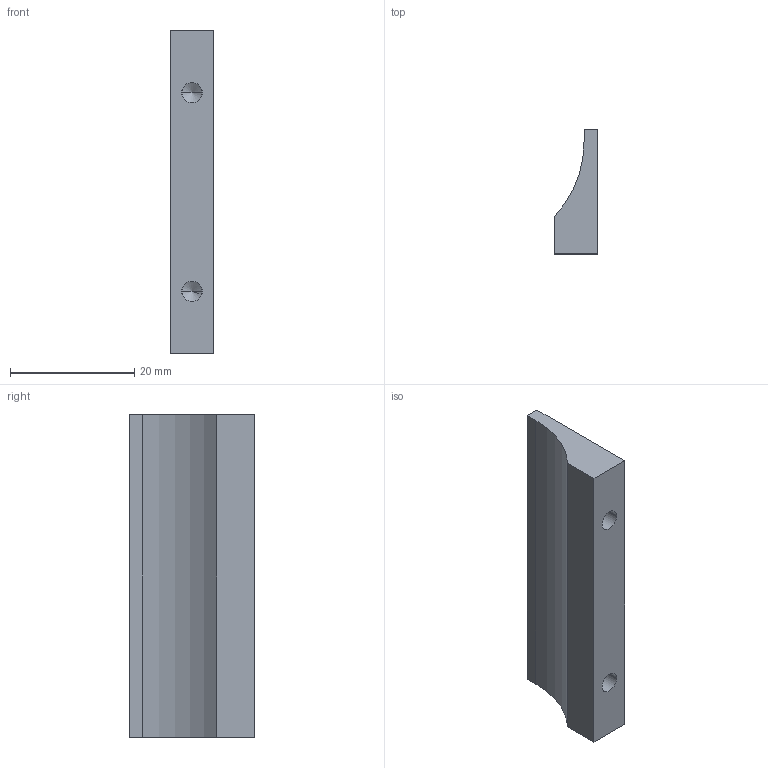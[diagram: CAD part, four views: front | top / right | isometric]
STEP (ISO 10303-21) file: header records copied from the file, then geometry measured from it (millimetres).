
FILE_DESCRIPTION(('Creo Elements/Direct Modeling STEP Export'),'2;1');
FILE_NAME('1540-52.stp','2019-03-19T 8:18:39',(''),(''),'Creo Elements/Direct Modeling STEP processor for AP214 (Solid Model)','Creo Elements/Direct Modeling 20.0 12-Nov-2016 (C) Parametric Technology GmbH','');
FILE_SCHEMA(('AUTOMOTIVE_DESIGN { 1 0 10303 214 1 1 1 1 }'));
Length unit declared in the file: millimetre
Products named in the file (1): 1540-52
Bounding box: 7 x 20 x 52 mm (x, y, z)
Volume: 4617.2 mm3; surface area: 2931.5 mm2
Topology: 1 solids, 1 shells, 22 faces, 50 edges, 30 vertices
Faces by surface type: plane 9, cylinder 9, cone 4
Entity records: 606 total; most frequent: DIRECTION 94, ORIENTED_EDGE 92, CARTESIAN_POINT 91, EDGE_CURVE 46, AXIS2_PLACEMENT_3D 33, VERTEX_POINT 30, VECTOR 28, LINE 28
